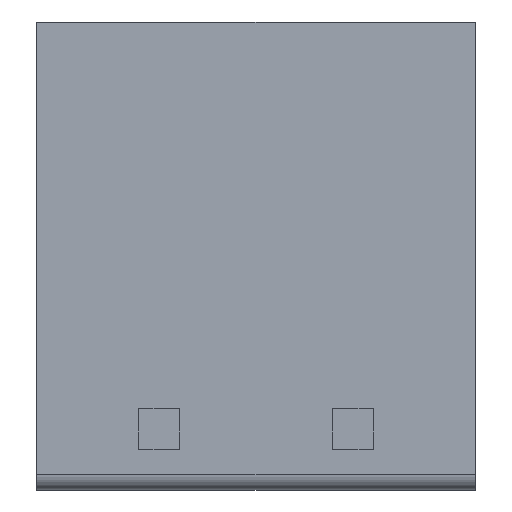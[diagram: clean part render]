
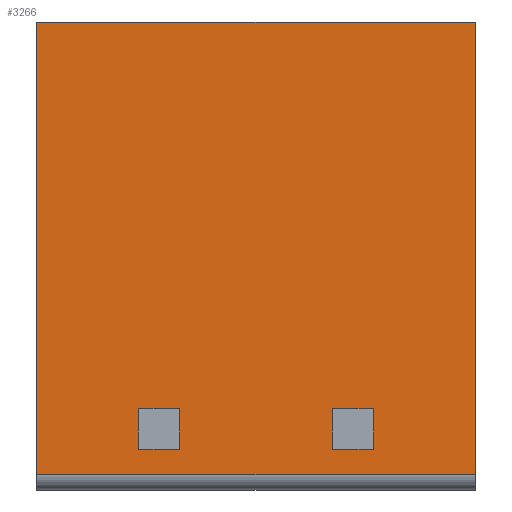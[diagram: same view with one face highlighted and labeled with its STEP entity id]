
A CAD part, front view. The second image highlights one B-rep face of the part: STEP entity #3266.
In plain terms, the highlighted planar face has unit normal (0, -1, 0).
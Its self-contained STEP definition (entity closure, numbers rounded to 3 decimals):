
#167=DIRECTION('',(0.,0.,-1.));
#168=VECTOR('',#167,8.9);
#169=CARTESIAN_POINT('',(-4.31,-3.375,0.));
#170=LINE('',#169,#168);
#284=DIRECTION('',(1.,0.,0.));
#285=VECTOR('',#284,8.62);
#286=CARTESIAN_POINT('',(-4.31,-3.375,-8.9));
#287=LINE('',#286,#285);
#288=DIRECTION('',(1.,0.,0.));
#289=VECTOR('',#288,8.62);
#290=CARTESIAN_POINT('',(-4.31,-3.375,0.));
#291=LINE('',#290,#289);
#292=DIRECTION('',(0.,0.,1.));
#293=VECTOR('',#292,0.8);
#294=CARTESIAN_POINT('',(-1.505,-3.375,-8.4));
#295=LINE('',#294,#293);
#296=DIRECTION('',(-1.,0.,0.));
#297=VECTOR('',#296,0.8);
#298=CARTESIAN_POINT('',(-1.505,-3.375,-7.6));
#299=LINE('',#298,#297);
#300=DIRECTION('',(0.,0.,-1.));
#301=VECTOR('',#300,0.8);
#302=CARTESIAN_POINT('',(-2.305,-3.375,-7.6));
#303=LINE('',#302,#301);
#304=DIRECTION('',(1.,0.,0.));
#305=VECTOR('',#304,0.8);
#306=CARTESIAN_POINT('',(-2.305,-3.375,-8.4));
#307=LINE('',#306,#305);
#308=DIRECTION('',(0.,0.,1.));
#309=VECTOR('',#308,0.8);
#310=CARTESIAN_POINT('',(2.305,-3.375,-8.4));
#311=LINE('',#310,#309);
#312=DIRECTION('',(-1.,0.,0.));
#313=VECTOR('',#312,0.8);
#314=CARTESIAN_POINT('',(2.305,-3.375,-7.6));
#315=LINE('',#314,#313);
#316=DIRECTION('',(0.,0.,-1.));
#317=VECTOR('',#316,0.8);
#318=CARTESIAN_POINT('',(1.505,-3.375,-7.6));
#319=LINE('',#318,#317);
#320=DIRECTION('',(1.,0.,0.));
#321=VECTOR('',#320,0.8);
#322=CARTESIAN_POINT('',(1.505,-3.375,-8.4));
#323=LINE('',#322,#321);
#577=DIRECTION('',(0.,0.,-1.));
#578=VECTOR('',#577,8.9);
#579=CARTESIAN_POINT('',(4.31,-3.375,0.));
#580=LINE('',#579,#578);
#2557=CARTESIAN_POINT('',(-4.31,-3.375,0.));
#2558=VERTEX_POINT('',#2557);
#2559=CARTESIAN_POINT('',(-4.31,-3.375,-8.9));
#2560=VERTEX_POINT('',#2559);
#2573=CARTESIAN_POINT('',(4.31,-3.375,0.));
#2574=VERTEX_POINT('',#2573);
#2575=CARTESIAN_POINT('',(4.31,-3.375,-8.9));
#2576=VERTEX_POINT('',#2575);
#2689=CARTESIAN_POINT('',(-1.505,-3.375,-8.4));
#2690=CARTESIAN_POINT('',(-1.505,-3.375,-7.6));
#2691=VERTEX_POINT('',#2689);
#2692=VERTEX_POINT('',#2690);
#2693=CARTESIAN_POINT('',(-2.305,-3.375,-7.6));
#2694=VERTEX_POINT('',#2693);
#2695=CARTESIAN_POINT('',(-2.305,-3.375,-8.4));
#2696=VERTEX_POINT('',#2695);
#2840=CARTESIAN_POINT('',(2.305,-3.375,-8.4));
#2841=VERTEX_POINT('',#2840);
#2842=CARTESIAN_POINT('',(2.305,-3.375,-7.6));
#2843=VERTEX_POINT('',#2842);
#2844=CARTESIAN_POINT('',(1.505,-3.375,-7.6));
#2845=VERTEX_POINT('',#2844);
#2846=CARTESIAN_POINT('',(1.505,-3.375,-8.4));
#2847=VERTEX_POINT('',#2846);
#3233=CARTESIAN_POINT('',(-4.31,-3.375,0.));
#3234=DIRECTION('',(0.,-1.,0.));
#3235=DIRECTION('',(0.,0.,-1.));
#3236=AXIS2_PLACEMENT_3D('',#3233,#3234,#3235);
#3237=PLANE('',#3236);
#3238=ORIENTED_EDGE('',*,*,#3067,.F.);
#3240=ORIENTED_EDGE('',*,*,#3239,.T.);
#3242=ORIENTED_EDGE('',*,*,#3241,.T.);
#3243=ORIENTED_EDGE('',*,*,#3225,.F.);
#3244=EDGE_LOOP('',(#3238,#3240,#3242,#3243));
#3245=FACE_OUTER_BOUND('',#3244,.F.);
#3247=ORIENTED_EDGE('',*,*,#3246,.T.);
#3249=ORIENTED_EDGE('',*,*,#3248,.T.);
#3251=ORIENTED_EDGE('',*,*,#3250,.T.);
#3253=ORIENTED_EDGE('',*,*,#3252,.T.);
#3254=EDGE_LOOP('',(#3247,#3249,#3251,#3253));
#3255=FACE_BOUND('',#3254,.F.);
#3257=ORIENTED_EDGE('',*,*,#3256,.T.);
#3259=ORIENTED_EDGE('',*,*,#3258,.T.);
#3261=ORIENTED_EDGE('',*,*,#3260,.T.);
#3263=ORIENTED_EDGE('',*,*,#3262,.T.);
#3264=EDGE_LOOP('',(#3257,#3259,#3261,#3263));
#3265=FACE_BOUND('',#3264,.F.);
#3067=EDGE_CURVE('',#2558,#2560,#170,.T.);
#3225=EDGE_CURVE('',#2560,#2576,#287,.T.);
#3239=EDGE_CURVE('',#2558,#2574,#291,.T.);
#3241=EDGE_CURVE('',#2574,#2576,#580,.T.);
#3246=EDGE_CURVE('',#2691,#2692,#295,.T.);
#3248=EDGE_CURVE('',#2692,#2694,#299,.T.);
#3250=EDGE_CURVE('',#2694,#2696,#303,.T.);
#3252=EDGE_CURVE('',#2696,#2691,#307,.T.);
#3256=EDGE_CURVE('',#2841,#2843,#311,.T.);
#3258=EDGE_CURVE('',#2843,#2845,#315,.T.);
#3260=EDGE_CURVE('',#2845,#2847,#319,.T.);
#3262=EDGE_CURVE('',#2847,#2841,#323,.T.);
#3266=ADVANCED_FACE('',(#3245,#3255,#3265),#3237,.T.);
